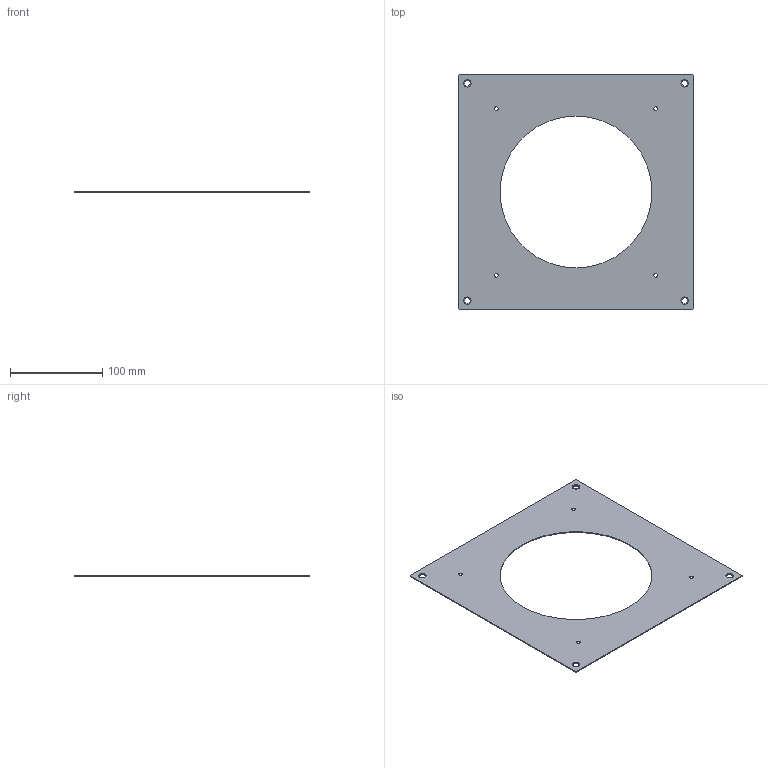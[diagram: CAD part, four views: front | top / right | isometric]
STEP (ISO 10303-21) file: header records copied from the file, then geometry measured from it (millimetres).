
FILE_DESCRIPTION(('Creo Elements/Direct Modeling STEP Export'),'2;1');
FILE_NAME('0093.1527 PPB 30 ARW BB Befestigungsblech weiß.stp','2018-01-22T15:41:58',(''),(''),'PTC Creo Elements/Direct Modeling STEP processor for AP214 (Solid Model)','PTC Creo Elements/Direct Modeling 19.0C 15-Aug-2015 (C) Parametric Technology GmbH','');
FILE_SCHEMA(('AUTOMOTIVE_DESIGN { 1 0 10303 214 1 1 1 1 }'));
Length unit declared in the file: millimetre
Products named in the file (2): 0093.1527_PPB-30-ARE-BB_Bef-Blech
Assembly tree (1 placements, depth 2):
  0093.1527_PPB-30-ARE-BB_Bef-Blech
    0093.1527_PPB-30-ARE-BB_Bef-Blech
Bounding box: 256 x 256 x 1 mm (x, y, z)
Volume: 43943.8 mm3; surface area: 89576.1 mm2
Topology: 1 solids, 1 shells, 36 faces, 94 edges, 60 vertices
Faces by surface type: cylinder 18, plane 10, cone 8
Entity records: 1089 total; most frequent: ORIENTED_EDGE 188, CARTESIAN_POINT 170, DIRECTION 170, EDGE_CURVE 94, AXIS2_PLACEMENT_3D 60, VERTEX_POINT 60, EDGE_LOOP 54, VECTOR 50
